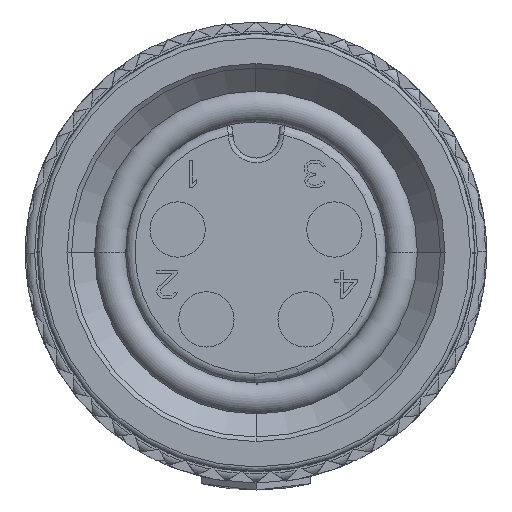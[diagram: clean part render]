
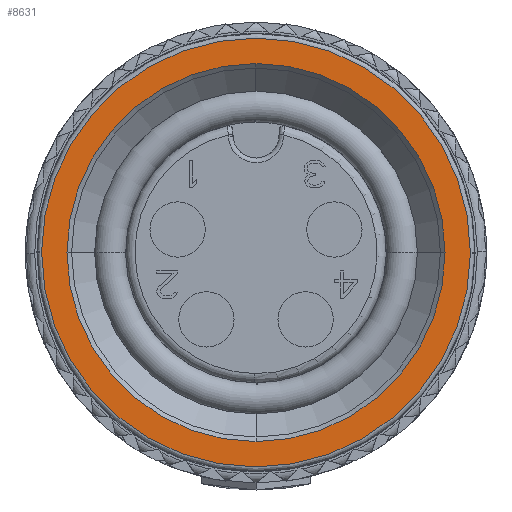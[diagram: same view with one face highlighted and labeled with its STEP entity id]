
A CAD part, front view. The second image highlights one B-rep face of the part: STEP entity #8631.
In plain terms, the highlighted planar face has unit normal (0, -1, 0).
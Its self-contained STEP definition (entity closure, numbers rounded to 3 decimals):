
#8631=ADVANCED_FACE('',(#18161,#18162),#18163,.T.);
#8649=EDGE_CURVE('',#18190,#18187,#18191,.T.);
#8653=EDGE_CURVE('',#18187,#18196,#18197,.T.);
#8661=EDGE_CURVE('',#18209,#18210,#18211,.T.);
#8667=EDGE_CURVE('',#18219,#18220,#18221,.T.);
#10773=EDGE_CURVE('',#18220,#18209,#20985,.T.);
#10775=EDGE_CURVE('',#18210,#18219,#20987,.T.);
#10785=EDGE_CURVE('',#20998,#18190,#20999,.T.);
#10787=EDGE_CURVE('',#18196,#20998,#21001,.T.);
#18161=FACE_OUTER_BOUND('',#75898,.T.);
#18162=FACE_BOUND('',#75899,.T.);
#18163=PLANE('',#75900);
#18187=VERTEX_POINT('',#75928);
#18190=VERTEX_POINT('',#75933);
#18191=CIRCLE('',#75934,4.1);
#18196=VERTEX_POINT('',#75941);
#18197=CIRCLE('',#75942,4.1);
#18209=VERTEX_POINT('',#75958);
#18210=VERTEX_POINT('',#75959);
#18211=CIRCLE('',#75960,4.65);
#18219=VERTEX_POINT('',#75971);
#18220=VERTEX_POINT('',#75972);
#18221=CIRCLE('',#75973,4.65);
#20985=CIRCLE('',#82665,4.65);
#20987=CIRCLE('',#82668,4.65);
#20998=VERTEX_POINT('',#82686);
#20999=CIRCLE('',#82687,4.1);
#21001=CIRCLE('',#82690,4.1);
#75898=EDGE_LOOP('',(#105276,#105277,#105278,#105279));
#75899=EDGE_LOOP('',(#105280,#105281,#105282,#105283));
#75900=AXIS2_PLACEMENT_3D('',#105284,#105285,#105286);
#75928=CARTESIAN_POINT('',(4.1,-8.5,0.0));
#75933=CARTESIAN_POINT('',(0.,-8.5,4.1));
#75934=AXIS2_PLACEMENT_3D('',#105334,#105335,#105336);
#75941=CARTESIAN_POINT('',(0.,-8.5,-4.1));
#75942=AXIS2_PLACEMENT_3D('',#105340,#105341,#105342);
#75958=CARTESIAN_POINT('',(4.65,-8.5,0.0));
#75959=CARTESIAN_POINT('',(-4.65,-8.5,0.024));
#75960=AXIS2_PLACEMENT_3D('',#105352,#105353,#105354);
#75971=CARTESIAN_POINT('',(-4.65,-8.5,0.0));
#75972=CARTESIAN_POINT('',(4.65,-8.5,-0.024));
#75973=AXIS2_PLACEMENT_3D('',#105361,#105362,#105363);
#82665=AXIS2_PLACEMENT_3D('',#106884,#106885,#106886);
#82668=AXIS2_PLACEMENT_3D('',#106887,#106888,#106889);
#82686=CARTESIAN_POINT('',(-4.1,-8.5,0.0));
#82687=AXIS2_PLACEMENT_3D('',#106898,#106899,#106900);
#82690=AXIS2_PLACEMENT_3D('',#106901,#106902,#106903);
#105276=ORIENTED_EDGE('',*,*,#8661,.T.);
#105277=ORIENTED_EDGE('',*,*,#10775,.T.);
#105278=ORIENTED_EDGE('',*,*,#8667,.T.);
#105279=ORIENTED_EDGE('',*,*,#10773,.T.);
#105280=ORIENTED_EDGE('',*,*,#10785,.T.);
#105281=ORIENTED_EDGE('',*,*,#8649,.T.);
#105282=ORIENTED_EDGE('',*,*,#8653,.T.);
#105283=ORIENTED_EDGE('',*,*,#10787,.T.);
#105284=CARTESIAN_POINT('',(0.0,-8.5,0.0));
#105285=DIRECTION('',(0.0,-1.0,0.0));
#105286=DIRECTION('',(0.0,0.0,-1.0));
#105334=CARTESIAN_POINT('',(0.0,-8.5,0.0));
#105335=DIRECTION('',(0.0,1.0,0.0));
#105336=DIRECTION('',(-1.0,0.0,0.0));
#105340=CARTESIAN_POINT('',(0.0,-8.5,0.0));
#105341=DIRECTION('',(-0.0,1.0,0.0));
#105342=DIRECTION('',(1.0,0.0,0.0));
#105352=CARTESIAN_POINT('',(0.0,-8.5,0.0));
#105353=DIRECTION('',(0.0,-1.0,0.0));
#105354=DIRECTION('',(1.0,0.0,0.0));
#105361=CARTESIAN_POINT('',(0.0,-8.5,0.0));
#105362=DIRECTION('',(0.0,-1.0,0.0));
#105363=DIRECTION('',(-1.0,0.0,0.0));
#106884=CARTESIAN_POINT('',(0.0,-8.5,0.0));
#106885=DIRECTION('',(0.0,-1.0,0.0));
#106886=DIRECTION('',(-1.0,0.0,0.0));
#106887=CARTESIAN_POINT('',(0.0,-8.5,0.0));
#106888=DIRECTION('',(0.0,-1.0,0.0));
#106889=DIRECTION('',(1.0,0.0,0.0));
#106898=CARTESIAN_POINT('',(0.0,-8.5,0.0));
#106899=DIRECTION('',(0.0,1.0,0.0));
#106900=DIRECTION('',(-1.0,0.0,0.0));
#106901=CARTESIAN_POINT('',(0.0,-8.5,0.0));
#106902=DIRECTION('',(-0.0,1.0,0.0));
#106903=DIRECTION('',(1.0,0.0,0.0));
